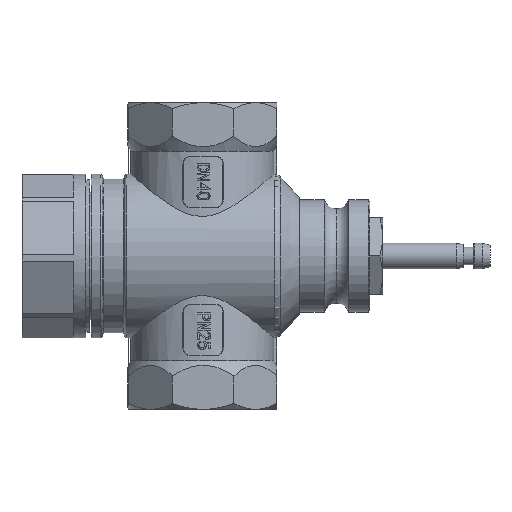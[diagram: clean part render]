
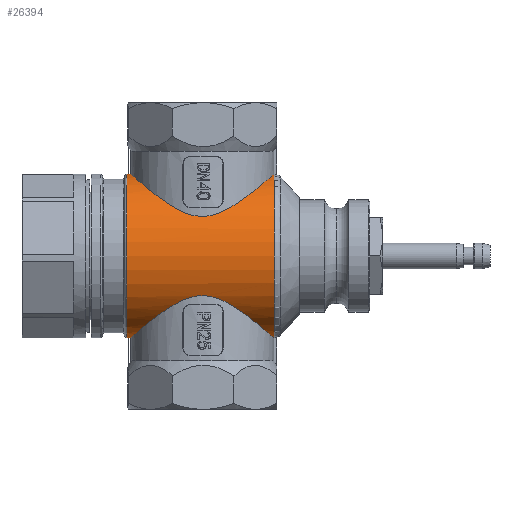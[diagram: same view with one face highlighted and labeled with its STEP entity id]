
A CAD part, front view. The second image highlights one B-rep face of the part: STEP entity #26394.
In plain terms, the highlighted cylindrical face has radius 32 mm (diameter 64 mm), a partial arc.
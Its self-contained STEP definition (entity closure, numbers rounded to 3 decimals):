
#11974=CARTESIAN_POINT('',(-31.673,0.062,
89.846));
#11975=CARTESIAN_POINT('',(-31.667,0.615,
89.817));
#11976=CARTESIAN_POINT('',(-31.66,1.167,
89.803));
#11977=CARTESIAN_POINT('',(-31.654,1.72,
89.803));
#12130=CARTESIAN_POINT('',(-32.152,1.72,
121.803));
#12131=DIRECTION('',(-1.,0.,0.));
#12132=DIRECTION('',(0.,0.,-1.));
#12133=AXIS2_PLACEMENT_3D('',#12130,#12131,#12132);
#12143=CARTESIAN_POINT('',(25.299,0.05,
153.759));
#12144=CARTESIAN_POINT('',(25.376,0.051,
153.759));
#12145=CARTESIAN_POINT('',(25.453,0.051,
153.759));
#12146=CARTESIAN_POINT('',(25.531,0.052,
153.759));
#12377=CARTESIAN_POINT('',(-31.654,1.72,
153.803));
#12378=CARTESIAN_POINT('',(-31.66,1.167,
153.803));
#12379=CARTESIAN_POINT('',(-31.667,0.615,
153.788));
#12380=CARTESIAN_POINT('',(-31.673,0.062,
153.76));
#13254=DIRECTION('',(-1.,0.,0.));
#13255=VECTOR('',#13254,0.498);
#13256=CARTESIAN_POINT('',(-31.653,1.72,
89.803));
#13257=LINE('',#13256,#13255);
#14237=DIRECTION('',(-1.,0.,0.));
#14238=VECTOR('',#14237,0.498);
#14239=CARTESIAN_POINT('',(-31.653,1.72,
153.803));
#14240=LINE('',#14239,#14238);
#14241=CARTESIAN_POINT('',(-31.673,0.062,
153.76));
#14242=CARTESIAN_POINT('',(-31.316,0.058,
153.759));
#14243=CARTESIAN_POINT('',(-30.959,0.054,
153.759));
#14244=CARTESIAN_POINT('',(-30.602,0.05,
153.759));
#14246=CARTESIAN_POINT('',(25.299,0.05,
153.759));
#14247=CARTESIAN_POINT('',(25.225,-1.18,
153.695));
#14248=CARTESIAN_POINT('',(24.912,-3.693,
153.421));
#14249=CARTESIAN_POINT('',(23.866,-7.584,
152.511));
#14250=CARTESIAN_POINT('',(22.181,-11.446,
151.065));
#14251=CARTESIAN_POINT('',(19.912,-15.05,
149.159));
#14252=CARTESIAN_POINT('',(17.007,-18.377,
146.808));
#14253=CARTESIAN_POINT('',(13.739,-21.108,
144.316));
#14254=CARTESIAN_POINT('',(10.28,-23.22,
141.922));
#14255=CARTESIAN_POINT('',(6.777,-24.726,
139.861));
#14256=CARTESIAN_POINT('',(3.52,-25.656,
138.39));
#14257=CARTESIAN_POINT('',(0.338,-26.181,
137.476));
#14258=CARTESIAN_POINT('',(-2.844,-26.339,
137.187));
#14259=CARTESIAN_POINT('',(-5.976,-26.14,
137.55));
#14260=CARTESIAN_POINT('',(-9.08,-25.595,
138.491));
#14261=CARTESIAN_POINT('',(-12.281,-24.651,139.972));
#14262=CARTESIAN_POINT('',(-15.715,-23.15,
142.006));
#14263=CARTESIAN_POINT('',(-19.092,-21.068,
144.356));
#14264=CARTESIAN_POINT('',(-22.329,-18.352,
146.822));
#14265=CARTESIAN_POINT('',(-25.14,-15.145,
149.098));
#14266=CARTESIAN_POINT('',(-27.451,-11.51,
151.036));
#14267=CARTESIAN_POINT('',(-29.136,-7.68,
152.483));
#14268=CARTESIAN_POINT('',(-30.222,-3.684,
153.426));
#14269=CARTESIAN_POINT('',(-30.529,-1.173,
153.695));
#14270=CARTESIAN_POINT('',(-30.602,0.05,
153.759));
#14272=CARTESIAN_POINT('',(25.299,0.05,
89.846));
#14273=CARTESIAN_POINT('',(25.376,0.051,
89.846));
#14274=CARTESIAN_POINT('',(25.453,0.051,
89.846));
#14275=CARTESIAN_POINT('',(25.531,0.052,
89.846));
#14277=CARTESIAN_POINT('',(-30.602,0.05,
89.846));
#14278=CARTESIAN_POINT('',(-30.529,-1.159,
89.909));
#14279=CARTESIAN_POINT('',(-30.224,-3.642,
90.176));
#14280=CARTESIAN_POINT('',(-29.189,-7.527,
91.077));
#14281=CARTESIAN_POINT('',(-27.512,-11.391,
92.516));
#14282=CARTESIAN_POINT('',(-25.274,-14.959,
94.396));
#14283=CARTESIAN_POINT('',(-22.495,-18.186,
96.651));
#14284=CARTESIAN_POINT('',(-19.333,-20.888,
99.072));
#14285=CARTESIAN_POINT('',(-16.084,-22.94,
101.347));
#14286=CARTESIAN_POINT('',(-12.853,-24.428,
103.316));
#14287=CARTESIAN_POINT('',(-9.803,-25.409,
104.811));
#14288=CARTESIAN_POINT('',(-6.903,-26.006,
105.817));
#14289=CARTESIAN_POINT('',(-4.028,-26.296,
106.34));
#14290=CARTESIAN_POINT('',(-1.136,-26.288,
106.324));
#14291=CARTESIAN_POINT('',(1.723,-25.987,
105.784));
#14292=CARTESIAN_POINT('',(4.638,-25.372,
104.751));
#14293=CARTESIAN_POINT('',(7.634,-24.392,
103.266));
#14294=CARTESIAN_POINT('',(10.832,-22.915,
101.316));
#14295=CARTESIAN_POINT('',(14.094,-20.836,
99.023));
#14296=CARTESIAN_POINT('',(17.165,-18.207,
96.671));
#14297=CARTESIAN_POINT('',(19.932,-15.013,
94.428));
#14298=CARTESIAN_POINT('',(22.196,-11.417,
92.527));
#14299=CARTESIAN_POINT('',(23.873,-7.563,
91.087));
#14300=CARTESIAN_POINT('',(24.922,-3.648,
90.176));
#14301=CARTESIAN_POINT('',(25.226,-1.161,
89.909));
#14302=CARTESIAN_POINT('',(25.299,0.05,
89.846));
#14304=CARTESIAN_POINT('',(-30.602,0.05,
89.846));
#14305=CARTESIAN_POINT('',(-30.959,0.054,
89.846));
#14306=CARTESIAN_POINT('',(-31.316,0.058,
89.846));
#14307=CARTESIAN_POINT('',(-31.673,0.062,
89.846));
#17694=CARTESIAN_POINT('',(25.531,0.052,
89.846));
#17701=CARTESIAN_POINT('',(25.531,1.72,121.803));
#17702=DIRECTION('',(1.,0.,0.));
#17703=DIRECTION('',(0.,-0.052,0.999));
#17704=AXIS2_PLACEMENT_3D('',#17701,#17702,#17703);
#17711=CARTESIAN_POINT('',(25.531,0.052,
153.759));
#21028=VERTEX_POINT('',#17711);
#21151=CARTESIAN_POINT('',(-32.152,1.72,
89.803));
#21152=CARTESIAN_POINT('',(-32.152,1.72,
153.803));
#21153=VERTEX_POINT('',#21151);
#21154=VERTEX_POINT('',#21152);
#21238=VERTEX_POINT('',#17694);
#21262=VERTEX_POINT('',#11974);
#21263=VERTEX_POINT('',#11977);
#21420=VERTEX_POINT('',#14304);
#21477=CARTESIAN_POINT('',(-31.673,0.062,
153.76));
#21478=VERTEX_POINT('',#21477);
#21545=VERTEX_POINT('',#14302);
#21680=VERTEX_POINT('',#12143);
#21700=CARTESIAN_POINT('',(-31.653,1.72,
153.803));
#21701=VERTEX_POINT('',#21700);
#21712=VERTEX_POINT('',#14244);
#26370=CARTESIAN_POINT('',(-48.652,1.72,
121.803));
#26371=DIRECTION('',(1.,0.,0.));
#26372=DIRECTION('',(0.,0.,-1.));
#26373=AXIS2_PLACEMENT_3D('',#26370,#26371,#26372);
#26374=CYLINDRICAL_SURFACE('',#26373,32.);
#26375=ORIENTED_EDGE('',*,*,#24444,.F.);
#26376=ORIENTED_EDGE('',*,*,#22755,.T.);
#26378=ORIENTED_EDGE('',*,*,#26377,.T.);
#26380=ORIENTED_EDGE('',*,*,#26379,.F.);
#26381=ORIENTED_EDGE('',*,*,#22655,.T.);
#26383=ORIENTED_EDGE('',*,*,#26382,.T.);
#26385=ORIENTED_EDGE('',*,*,#26384,.F.);
#26386=ORIENTED_EDGE('',*,*,#22461,.F.);
#26388=ORIENTED_EDGE('',*,*,#26387,.T.);
#26389=ORIENTED_EDGE('',*,*,#22546,.T.);
#26390=ORIENTED_EDGE('',*,*,#24410,.T.);
#26391=ORIENTED_EDGE('',*,*,#22634,.T.);
#26392=EDGE_LOOP('',(#26375,#26376,#26378,#26380,#26381,#26383,#26385,#26386,
#26388,#26389,#26390,#26391));
#26393=FACE_OUTER_BOUND('',#26392,.F.);
#26394=ADVANCED_FACE('',(#26393),#26374,.T.);
#11978=B_SPLINE_CURVE_WITH_KNOTS('',3,(#11974,#11975,#11976,#11977),
.UNSPECIFIED.,.F.,.F.,(4,4),(0.,1.),.UNSPECIFIED.);
#12134=CIRCLE('',#12133,32.);
#12147=B_SPLINE_CURVE_WITH_KNOTS('',3,(#12143,#12144,#12145,#12146),
.UNSPECIFIED.,.F.,.F.,(4,4),(0.,1.),.UNSPECIFIED.);
#12381=B_SPLINE_CURVE_WITH_KNOTS('',3,(#12377,#12378,#12379,#12380),
.UNSPECIFIED.,.F.,.F.,(4,4),(0.,1.),.UNSPECIFIED.);
#14245=B_SPLINE_CURVE_WITH_KNOTS('',3,(#14241,#14242,#14243,#14244),
.UNSPECIFIED.,.F.,.F.,(4,4),(0.,1.),.UNSPECIFIED.);
#14271=B_SPLINE_CURVE_WITH_KNOTS('',3,(#14246,#14247,#14248,#14249,#14250,
#14251,#14252,#14253,#14254,#14255,#14256,#14257,#14258,#14259,#14260,#14261,
#14262,#14263,#14264,#14265,#14266,#14267,#14268,#14269,#14270),.UNSPECIFIED.,
.F.,.F.,(4,1,1,1,1,1,1,1,1,1,1,1,1,1,1,1,1,1,1,1,1,1,4),(0.,0.045,
0.091,0.136,0.182,0.227,
0.273,0.318,0.364,0.409,
0.455,0.5,0.545,0.591,0.636,
0.682,0.727,0.773,0.818,
0.864,0.909,0.955,1.),.UNSPECIFIED.);
#14276=B_SPLINE_CURVE_WITH_KNOTS('',3,(#14272,#14273,#14274,#14275),
.UNSPECIFIED.,.F.,.F.,(4,4),(0.,1.),.UNSPECIFIED.);
#14303=B_SPLINE_CURVE_WITH_KNOTS('',3,(#14277,#14278,#14279,#14280,#14281,
#14282,#14283,#14284,#14285,#14286,#14287,#14288,#14289,#14290,#14291,#14292,
#14293,#14294,#14295,#14296,#14297,#14298,#14299,#14300,#14301,#14302),
.UNSPECIFIED.,.F.,.F.,(4,1,1,1,1,1,1,1,1,1,1,1,1,1,1,1,1,1,1,1,1,1,1,4),(0.,
0.043,0.087,0.13,0.174,
0.217,0.261,0.304,0.348,
0.391,0.435,0.478,0.522,
0.565,0.609,0.652,0.696,
0.739,0.783,0.826,0.87,
0.913,0.957,1.),.UNSPECIFIED.);
#14308=B_SPLINE_CURVE_WITH_KNOTS('',3,(#14304,#14305,#14306,#14307),
.UNSPECIFIED.,.F.,.F.,(4,4),(0.,1.),.UNSPECIFIED.);
#17705=CIRCLE('',#17704,32.);
#22461=EDGE_CURVE('',#21420,#21545,#14303,.T.);
#22546=EDGE_CURVE('',#21262,#21263,#11978,.T.);
#22634=EDGE_CURVE('',#21153,#21154,#12134,.T.);
#22655=EDGE_CURVE('',#21680,#21028,#12147,.T.);
#22755=EDGE_CURVE('',#21701,#21478,#12381,.T.);
#24410=EDGE_CURVE('',#21263,#21153,#13257,.T.);
#24444=EDGE_CURVE('',#21701,#21154,#14240,.T.);
#26377=EDGE_CURVE('',#21478,#21712,#14245,.T.);
#26379=EDGE_CURVE('',#21680,#21712,#14271,.T.);
#26382=EDGE_CURVE('',#21028,#21238,#17705,.T.);
#26384=EDGE_CURVE('',#21545,#21238,#14276,.T.);
#26387=EDGE_CURVE('',#21420,#21262,#14308,.T.);
